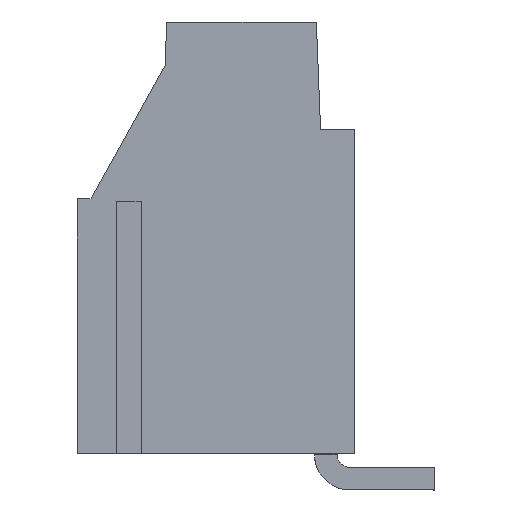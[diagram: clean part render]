
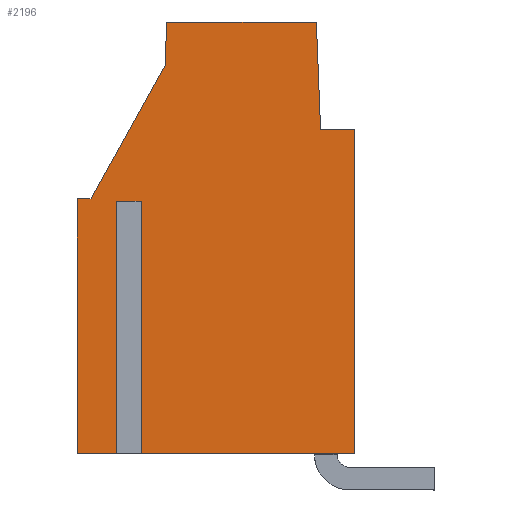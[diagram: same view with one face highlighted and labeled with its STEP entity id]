
A CAD part, left-side view. The second image highlights one B-rep face of the part: STEP entity #2196.
In plain terms, the highlighted planar face has unit normal (-1, 0, 0).
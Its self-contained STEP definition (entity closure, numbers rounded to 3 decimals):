
#2111=AXIS2_PLACEMENT_3D('Plane Axis2P3D',#2108,#2109,#2110) ;
#1676=CARTESIAN_POINT('Vertex',(0.65,3.2,14.3)) ;
#1679=CARTESIAN_POINT('Line Origine',(0.65,3.2,7.875)) ;
#1683=CARTESIAN_POINT('Vertex',(0.65,3.2,1.45)) ;
#1807=CARTESIAN_POINT('Vertex',(0.65,4.705,18.57)) ;
#1810=CARTESIAN_POINT('Line Origine',(0.65,4.622,16.435)) ;
#1814=CARTESIAN_POINT('Vertex',(0.65,4.538,14.3)) ;
#2081=CARTESIAN_POINT('Line Origine',(0.65,3.869,14.3)) ;
#2108=CARTESIAN_POINT('Axis2P3D Location',(0.65,-1.268,0.)) ;
#2113=CARTESIAN_POINT('Line Origine',(0.65,12.35,6.45)) ;
#2117=CARTESIAN_POINT('Vertex',(0.65,12.35,1.45)) ;
#2119=CARTESIAN_POINT('Vertex',(0.65,12.35,11.45)) ;
#2122=CARTESIAN_POINT('Line Origine',(0.65,12.15,11.45)) ;
#2126=CARTESIAN_POINT('Vertex',(0.65,11.95,11.45)) ;
#2129=CARTESIAN_POINT('Line Origine',(0.65,11.95,6.45)) ;
#2133=CARTESIAN_POINT('Vertex',(0.65,11.95,1.45)) ;
#2136=CARTESIAN_POINT('Line Origine',(0.65,7.575,1.45)) ;
#2141=CARTESIAN_POINT('Line Origine',(0.65,7.676,18.57)) ;
#2145=CARTESIAN_POINT('Vertex',(0.65,10.646,18.57)) ;
#2148=CARTESIAN_POINT('Line Origine',(0.65,10.676,17.71)) ;
#2152=CARTESIAN_POINT('Vertex',(0.65,10.706,16.849)) ;
#2155=CARTESIAN_POINT('Line Origine',(0.65,12.176,14.2)) ;
#2159=CARTESIAN_POINT('Vertex',(0.65,13.645,11.55)) ;
#2162=CARTESIAN_POINT('Line Origine',(0.65,13.923,11.55)) ;
#2166=CARTESIAN_POINT('Vertex',(0.65,14.2,11.55)) ;
#2169=CARTESIAN_POINT('Line Origine',(0.65,14.2,6.5)) ;
#2173=CARTESIAN_POINT('Vertex',(0.65,14.2,1.45)) ;
#2176=CARTESIAN_POINT('Line Origine',(0.65,13.275,1.45)) ;
#1680=DIRECTION('Vector Direction',(0.,0.,1.)) ;
#1811=DIRECTION('Vector Direction',(0.,-0.039,-0.999)) ;
#2082=DIRECTION('Vector Direction',(0.,1.,0.)) ;
#2109=DIRECTION('Axis2P3D Direction',(1.,0.,0.)) ;
#2110=DIRECTION('Axis2P3D XDirection',(0.,1.,0.)) ;
#2114=DIRECTION('Vector Direction',(0.,0.,1.)) ;
#2123=DIRECTION('Vector Direction',(0.,-1.,0.)) ;
#2130=DIRECTION('Vector Direction',(0.,0.,1.)) ;
#2137=DIRECTION('Vector Direction',(0.,1.,0.)) ;
#2142=DIRECTION('Vector Direction',(0.,1.,0.)) ;
#2149=DIRECTION('Vector Direction',(0.,0.035,-0.999)) ;
#2156=DIRECTION('Vector Direction',(0.,-0.485,0.875)) ;
#2163=DIRECTION('Vector Direction',(0.,-1.,0.)) ;
#2170=DIRECTION('Vector Direction',(0.,0.,-1.)) ;
#2177=DIRECTION('Vector Direction',(0.,1.,0.)) ;
#1681=VECTOR('Line Direction',#1680,1.) ;
#1812=VECTOR('Line Direction',#1811,1.) ;
#2083=VECTOR('Line Direction',#2082,1.) ;
#2115=VECTOR('Line Direction',#2114,1.) ;
#2124=VECTOR('Line Direction',#2123,1.) ;
#2131=VECTOR('Line Direction',#2130,1.) ;
#2138=VECTOR('Line Direction',#2137,1.) ;
#2143=VECTOR('Line Direction',#2142,1.) ;
#2150=VECTOR('Line Direction',#2149,1.) ;
#2157=VECTOR('Line Direction',#2156,1.) ;
#2164=VECTOR('Line Direction',#2163,1.) ;
#2171=VECTOR('Line Direction',#2170,1.) ;
#2178=VECTOR('Line Direction',#2177,1.) ;
#2182=ORIENTED_EDGE('',*,*,#2121,.T.) ;
#2183=ORIENTED_EDGE('',*,*,#2128,.T.) ;
#2184=ORIENTED_EDGE('',*,*,#2135,.F.) ;
#2185=ORIENTED_EDGE('',*,*,#2140,.F.) ;
#2186=ORIENTED_EDGE('',*,*,#1685,.F.) ;
#2187=ORIENTED_EDGE('',*,*,#2085,.F.) ;
#2188=ORIENTED_EDGE('',*,*,#1816,.F.) ;
#2189=ORIENTED_EDGE('',*,*,#2147,.F.) ;
#2190=ORIENTED_EDGE('',*,*,#2154,.F.) ;
#2191=ORIENTED_EDGE('',*,*,#2161,.F.) ;
#2192=ORIENTED_EDGE('',*,*,#2168,.F.) ;
#2193=ORIENTED_EDGE('',*,*,#2175,.F.) ;
#2194=ORIENTED_EDGE('',*,*,#2180,.F.) ;
#2196=ADVANCED_FACE('2',(#2195),#2112,.F.) ;
#1685=EDGE_CURVE('',#1677,#1684,#1682,.F.) ;
#1816=EDGE_CURVE('',#1808,#1815,#1813,.T.) ;
#2085=EDGE_CURVE('',#1815,#1677,#2084,.F.) ;
#2121=EDGE_CURVE('',#2118,#2120,#2116,.T.) ;
#2128=EDGE_CURVE('',#2120,#2127,#2125,.T.) ;
#2135=EDGE_CURVE('',#2134,#2127,#2132,.T.) ;
#2140=EDGE_CURVE('',#1684,#2134,#2139,.T.) ;
#2147=EDGE_CURVE('',#2146,#1808,#2144,.F.) ;
#2154=EDGE_CURVE('',#2153,#2146,#2151,.F.) ;
#2161=EDGE_CURVE('',#2160,#2153,#2158,.T.) ;
#2168=EDGE_CURVE('',#2167,#2160,#2165,.T.) ;
#2175=EDGE_CURVE('',#2174,#2167,#2172,.F.) ;
#2180=EDGE_CURVE('',#2118,#2174,#2179,.T.) ;
#2181=EDGE_LOOP('',(#2182,#2183,#2184,#2185,#2186,#2187,#2188,#2189,#2190,#2191,#2192,#2193,#2194)) ;
#2195=FACE_OUTER_BOUND('',#2181,.T.) ;
#1682=LINE('Line',#1679,#1681) ;
#1813=LINE('Line',#1810,#1812) ;
#2084=LINE('Line',#2081,#2083) ;
#2116=LINE('Line',#2113,#2115) ;
#2125=LINE('Line',#2122,#2124) ;
#2132=LINE('Line',#2129,#2131) ;
#2139=LINE('Line',#2136,#2138) ;
#2144=LINE('Line',#2141,#2143) ;
#2151=LINE('Line',#2148,#2150) ;
#2158=LINE('Line',#2155,#2157) ;
#2165=LINE('Line',#2162,#2164) ;
#2172=LINE('Line',#2169,#2171) ;
#2179=LINE('Line',#2176,#2178) ;
#2112=PLANE('',#2111) ;
#1677=VERTEX_POINT('',#1676) ;
#1684=VERTEX_POINT('',#1683) ;
#1808=VERTEX_POINT('',#1807) ;
#1815=VERTEX_POINT('',#1814) ;
#2118=VERTEX_POINT('',#2117) ;
#2120=VERTEX_POINT('',#2119) ;
#2127=VERTEX_POINT('',#2126) ;
#2134=VERTEX_POINT('',#2133) ;
#2146=VERTEX_POINT('',#2145) ;
#2153=VERTEX_POINT('',#2152) ;
#2160=VERTEX_POINT('',#2159) ;
#2167=VERTEX_POINT('',#2166) ;
#2174=VERTEX_POINT('',#2173) ;
